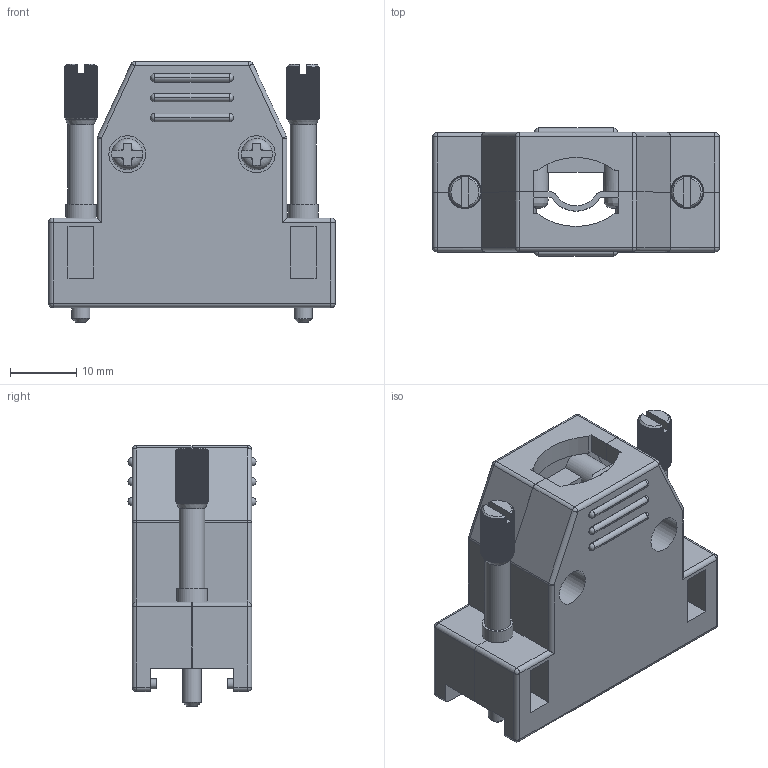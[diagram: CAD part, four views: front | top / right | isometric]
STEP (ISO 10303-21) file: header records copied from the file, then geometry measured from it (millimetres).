
FILE_DESCRIPTION(/* description */ ('Unknown'),/* implementation_level */ '2;1');
FILE_NAME(/* name */ '61801525322',/* time_stamp */ '2022-08-03T17:20:22+02:00',/* author */ ('Unknown'),/* organization */ ('Unknown'),/* preprocessor_version */ 'ST-DEVELOPER v16.7',/* originating_system */ 'Solid Edge',/* authorisation */ 'Unknown');
FILE_SCHEMA (('AUTOMOTIVE_DESIGN {1 0 10303 214 3 1 1}'));
Length unit declared in the file: millimetre
Products named in the file (11): 6180xx25322; 61801525322; 61801525322_Housing 1; 61801525322_Housing 2; 6180xx25322_Vis1; 6180xx25322_PieceMetal; 61801525322_SupportCable; 6180xx25322_Vis2; 6180xx25322_Vis3; 6180xx25322_Boulon; 6180xx25322_Vis1_mir
Assembly tree (14 placements, depth 3):
  6180xx25322
    61801525322
      61801525322_Housing 1
      61801525322_Housing 2
      6180xx25322_Vis1
      6180xx25322_PieceMetal  x2
      61801525322_SupportCable
      6180xx25322_Vis2  x2
      6180xx25322_Vis3  x2
      6180xx25322_Boulon  x2
      6180xx25322_Vis1_mir
Bounding box: 43.2 x 19.3 x 39.35 mm (x, y, z)
Volume: 10343.3 mm3; surface area: 12166.5 mm2
Topology: 13 solids, 13 shells, 1085 faces, 3006 edges, 1970 vertices
Faces by surface type: plane 727, cylinder 314, torus 18, sphere 16, cone 8, bspline 2
Full cylindrical faces by diameter (mm): 2.65 x2, 2.74 x2, 2.75 x2, 2.85 x4, 2.898 x2, 3 x2, 3.3 x2, 3.76 x2, 3.77 x2, 3.8 x2, 3.9 x2, 4.5 x2, 4.6 x2, 4.63 x2, 4.69 x2, 4.7 x2, 5.55 x2
Entity records: 37587 total; most frequent: CARTESIAN_POINT 8322, ORIENTED_EDGE 5470, DIRECTION 4508, EDGE_CURVE 2735, VERTEX_POINT 1819, AXIS2_PLACEMENT_3D 1632, LINE 1244, VECTOR 1244
